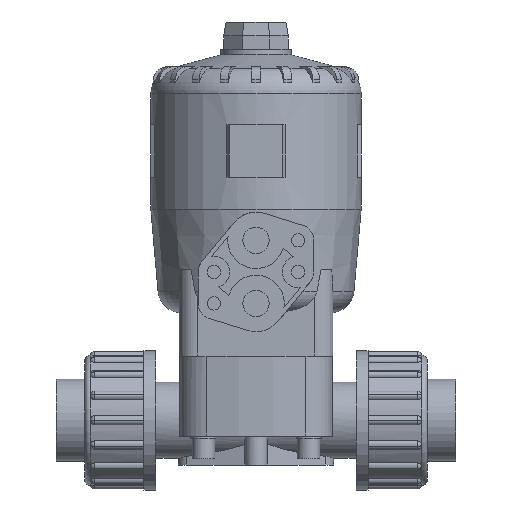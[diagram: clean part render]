
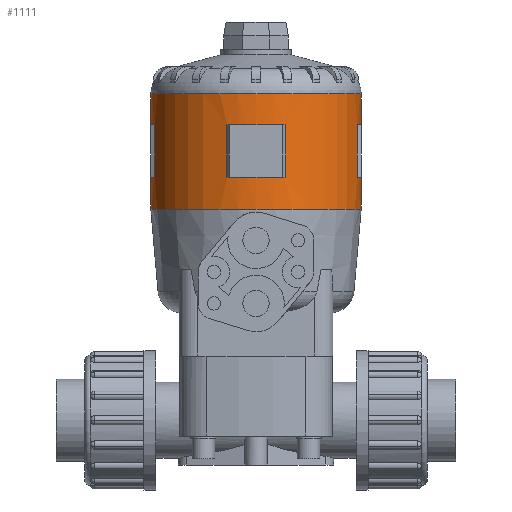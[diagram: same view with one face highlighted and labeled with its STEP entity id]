
A CAD part, front view. The second image highlights one B-rep face of the part: STEP entity #1111.
In plain terms, the highlighted cylindrical face has radius 40 mm (diameter 80 mm), a partial arc.
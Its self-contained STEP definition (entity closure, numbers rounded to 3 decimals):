
#1111=ADVANCED_FACE('',(#2380,#2381),#2382,.T.);
#2380=FACE_OUTER_BOUND('',#3822,.T.);
#2381=FACE_BOUND('',#3823,.T.);
#2382=CYLINDRICAL_SURFACE('',#3824,40.0);
#3822=EDGE_LOOP('',(#7115,#7116,#7117,#7118,#7119,#7120,#7121,#7122,#7123,#7124,#7125,#7126));
#3823=EDGE_LOOP('',(#7127,#7128,#7129,#7130,#7131,#7132));
#3824=AXIS2_PLACEMENT_3D('',#7133,#7134,#7135);
#7115=ORIENTED_EDGE('',*,*,#9113,.T.);
#7116=ORIENTED_EDGE('',*,*,#9421,.T.);
#7117=ORIENTED_EDGE('',*,*,#9425,.T.);
#7118=ORIENTED_EDGE('',*,*,#9414,.T.);
#7119=ORIENTED_EDGE('',*,*,#9121,.T.);
#7120=ORIENTED_EDGE('',*,*,#9551,.F.);
#7121=ORIENTED_EDGE('',*,*,#9119,.T.);
#7122=ORIENTED_EDGE('',*,*,#9460,.T.);
#7123=ORIENTED_EDGE('',*,*,#9472,.T.);
#7124=ORIENTED_EDGE('',*,*,#9475,.T.);
#7125=ORIENTED_EDGE('',*,*,#9115,.T.);
#7126=ORIENTED_EDGE('',*,*,#9399,.T.);
#7127=ORIENTED_EDGE('',*,*,#9446,.T.);
#7128=ORIENTED_EDGE('',*,*,#9434,.T.);
#7129=ORIENTED_EDGE('',*,*,#9438,.T.);
#7130=ORIENTED_EDGE('',*,*,#9452,.T.);
#7131=ORIENTED_EDGE('',*,*,#9455,.T.);
#7132=ORIENTED_EDGE('',*,*,#9442,.T.);
#7133=CARTESIAN_POINT('',(0.0,0.0,102.248));
#7134=DIRECTION('',(0.0,0.0,1.0));
#7135=DIRECTION('',(1.0,0.0,0.0));
#9113=EDGE_CURVE('',#11151,#11152,#11153,.T.);
#9115=EDGE_CURVE('',#11156,#11154,#11157,.T.);
#9119=EDGE_CURVE('',#11164,#11162,#11165,.T.);
#9121=EDGE_CURVE('',#11168,#11166,#11169,.T.);
#9399=EDGE_CURVE('',#11154,#11151,#11595,.T.);
#9414=EDGE_CURVE('',#11619,#11168,#11620,.T.);
#9421=EDGE_CURVE('',#11152,#11629,#11630,.T.);
#9425=EDGE_CURVE('',#11629,#11619,#11635,.T.);
#9434=EDGE_CURVE('',#11645,#11646,#11647,.T.);
#9438=EDGE_CURVE('',#11646,#11652,#11653,.T.);
#9442=EDGE_CURVE('',#11658,#11659,#11660,.T.);
#9446=EDGE_CURVE('',#11659,#11645,#11665,.T.);
#9452=EDGE_CURVE('',#11652,#11672,#11673,.T.);
#9455=EDGE_CURVE('',#11672,#11658,#11676,.T.);
#9460=EDGE_CURVE('',#11162,#11682,#11683,.T.);
#9472=EDGE_CURVE('',#11682,#11698,#11699,.T.);
#9475=EDGE_CURVE('',#11698,#11156,#11702,.T.);
#9551=EDGE_CURVE('',#11164,#11166,#11828,.T.);
#11151=VERTEX_POINT('',#14949);
#11152=VERTEX_POINT('',#14950);
#11153=LINE('',#14951,#14952);
#11154=VERTEX_POINT('',#14953);
#11156=VERTEX_POINT('',#14955);
#11157=LINE('',#14956,#14957);
#11162=VERTEX_POINT('',#14963);
#11164=VERTEX_POINT('',#14965);
#11165=LINE('',#14966,#14967);
#11166=VERTEX_POINT('',#14968);
#11168=VERTEX_POINT('',#14970);
#11169=LINE('',#14971,#14972);
#11595=CIRCLE('',#16217,40.0);
#11619=VERTEX_POINT('',#16322);
#11620=CIRCLE('',#16323,40.0);
#11629=VERTEX_POINT('',#16336);
#11630=CIRCLE('',#16337,40.0);
#11635=LINE('',#16344,#16345);
#11645=VERTEX_POINT('',#16359);
#11646=VERTEX_POINT('',#16360);
#11647=CIRCLE('',#16361,40.0);
#11652=VERTEX_POINT('',#16368);
#11653=CIRCLE('',#16369,40.0);
#11658=VERTEX_POINT('',#16376);
#11659=VERTEX_POINT('',#16377);
#11660=CIRCLE('',#16378,40.0);
#11665=LINE('',#16385,#16386);
#11672=VERTEX_POINT('',#16396);
#11673=LINE('',#16397,#16398);
#11676=CIRCLE('',#16402,40.0);
#11682=VERTEX_POINT('',#16410);
#11683=CIRCLE('',#16411,40.0);
#11698=VERTEX_POINT('',#16433);
#11699=LINE('',#16434,#16435);
#11702=CIRCLE('',#16439,40.0);
#11828=CIRCLE('',#17074,40.0);
#14949=CARTESIAN_POINT('',(40.0,0.0,80.335));
#14950=CARTESIAN_POINT('',(40.0,0.,92.45));
#14951=CARTESIAN_POINT('',(40.0,0.,102.248));
#14952=VECTOR('',#19629,1.0);
#14953=CARTESIAN_POINT('',(-40.0,0.,80.335));
#14955=CARTESIAN_POINT('',(-40.0,0.,92.45));
#14956=CARTESIAN_POINT('',(-40.0,0.,102.248));
#14957=VECTOR('',#19633,1.0);
#14963=CARTESIAN_POINT('',(-40.0,0.,112.45));
#14965=CARTESIAN_POINT('',(-40.0,0.,124.161));
#14966=CARTESIAN_POINT('',(-40.0,0.,102.248));
#14967=VECTOR('',#19641,1.0);
#14968=CARTESIAN_POINT('',(40.0,0.0,124.161));
#14970=CARTESIAN_POINT('',(40.0,0.,112.45));
#14971=CARTESIAN_POINT('',(40.0,0.,102.248));
#14972=VECTOR('',#19645,1.0);
#16217=AXIS2_PLACEMENT_3D('',#19937,#19938,#19939);
#16322=CARTESIAN_POINT('',(38.443,-11.051,112.45));
#16323=AXIS2_PLACEMENT_3D('',#19958,#19959,#19960);
#16336=CARTESIAN_POINT('',(38.443,-11.051,92.45));
#16337=AXIS2_PLACEMENT_3D('',#19965,#19966,#19967);
#16344=CARTESIAN_POINT('',(38.443,-11.051,102.45));
#16345=VECTOR('',#19970,1.0);
#16359=CARTESIAN_POINT('',(-11.051,-38.443,112.45));
#16360=CARTESIAN_POINT('',(0.,-40.0,112.45));
#16361=AXIS2_PLACEMENT_3D('',#19975,#19976,#19977);
#16368=CARTESIAN_POINT('',(11.051,-38.443,112.45));
#16369=AXIS2_PLACEMENT_3D('',#19980,#19981,#19982);
#16376=CARTESIAN_POINT('',(0.,-40.0,92.45));
#16377=CARTESIAN_POINT('',(-11.051,-38.443,92.45));
#16378=AXIS2_PLACEMENT_3D('',#19985,#19986,#19987);
#16385=CARTESIAN_POINT('',(-11.051,-38.443,102.45));
#16386=VECTOR('',#19990,1.0);
#16396=CARTESIAN_POINT('',(11.051,-38.443,92.45));
#16397=CARTESIAN_POINT('',(11.051,-38.443,102.45));
#16398=VECTOR('',#19994,1.0);
#16402=AXIS2_PLACEMENT_3D('',#19996,#19997,#19998);
#16410=CARTESIAN_POINT('',(-38.443,-11.051,112.45));
#16411=AXIS2_PLACEMENT_3D('',#20001,#20002,#20003);
#16433=CARTESIAN_POINT('',(-38.443,-11.051,92.45));
#16434=CARTESIAN_POINT('',(-38.443,-11.051,102.45));
#16435=VECTOR('',#20011,1.0);
#16439=AXIS2_PLACEMENT_3D('',#20013,#20014,#20015);
#17074=AXIS2_PLACEMENT_3D('',#20071,#20072,#20073);
#19629=DIRECTION('',(0.0,0.0,1.0));
#19633=DIRECTION('',(-0.0,-0.0,-1.0));
#19641=DIRECTION('',(-0.0,-0.0,-1.0));
#19645=DIRECTION('',(0.0,0.0,1.0));
#19937=CARTESIAN_POINT('',(0.0,0.0,80.335));
#19938=DIRECTION('',(0.0,0.0,1.0));
#19939=DIRECTION('',(1.0,0.0,0.0));
#19958=CARTESIAN_POINT('',(0.0,0.0,112.45));
#19959=DIRECTION('',(0.0,-0.0,1.0));
#19960=DIRECTION('',(1.0,0.0,0.0));
#19965=CARTESIAN_POINT('',(0.0,0.0,92.45));
#19966=DIRECTION('',(0.0,0.0,-1.0));
#19967=DIRECTION('',(1.0,0.0,0.0));
#19970=DIRECTION('',(0.0,0.0,1.0));
#19975=CARTESIAN_POINT('',(0.0,0.0,112.45));
#19976=DIRECTION('',(0.0,-0.0,1.0));
#19977=DIRECTION('',(1.0,0.0,0.0));
#19980=CARTESIAN_POINT('',(0.0,0.0,112.45));
#19981=DIRECTION('',(0.0,-0.0,1.0));
#19982=DIRECTION('',(1.0,0.0,0.0));
#19985=CARTESIAN_POINT('',(0.0,0.0,92.45));
#19986=DIRECTION('',(0.0,0.0,-1.0));
#19987=DIRECTION('',(1.0,0.0,0.0));
#19990=DIRECTION('',(0.0,0.0,1.0));
#19994=DIRECTION('',(-0.0,-0.0,-1.0));
#19996=CARTESIAN_POINT('',(0.0,0.0,92.45));
#19997=DIRECTION('',(0.0,0.0,-1.0));
#19998=DIRECTION('',(1.0,0.0,0.0));
#20001=CARTESIAN_POINT('',(0.0,0.0,112.45));
#20002=DIRECTION('',(0.0,-0.0,1.0));
#20003=DIRECTION('',(1.0,0.0,0.0));
#20011=DIRECTION('',(-0.0,-0.0,-1.0));
#20013=CARTESIAN_POINT('',(0.0,0.0,92.45));
#20014=DIRECTION('',(0.0,0.0,-1.0));
#20015=DIRECTION('',(1.0,0.0,0.0));
#20071=CARTESIAN_POINT('',(0.0,0.0,124.161));
#20072=DIRECTION('',(0.0,0.0,1.0));
#20073=DIRECTION('',(1.0,0.0,0.0));
